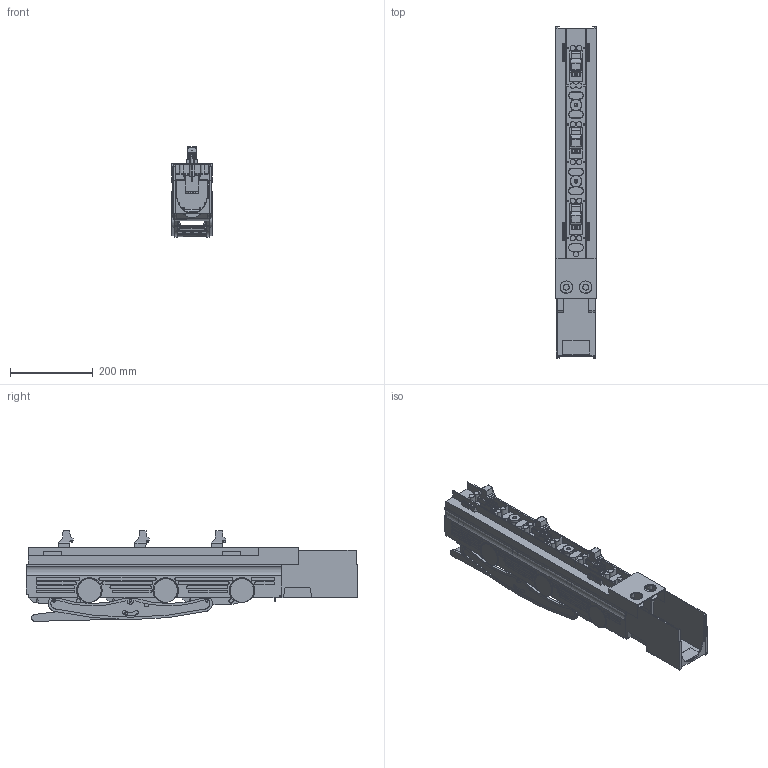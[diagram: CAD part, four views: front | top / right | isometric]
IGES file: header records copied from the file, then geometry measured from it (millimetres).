
Start section: SolidWorks IGES file using analytic representation for surfaces
Global section: file name: IL_205.IGS; native system: SolidWorks 2007; preprocessor: SolidWorks 2007; author: Gordon; date: 100108.142627; units: millimetre
Bounding box: 97.5 x 804.5 x 219.69 mm (x, y, z)
Surface area: 1440486.1 mm2 (no closed solid volume)
Topology: 0 solids, 0 shells, 2214 faces, 19163 edges, 19159 vertices
Faces by surface type: bspline 1609, revolution 605
